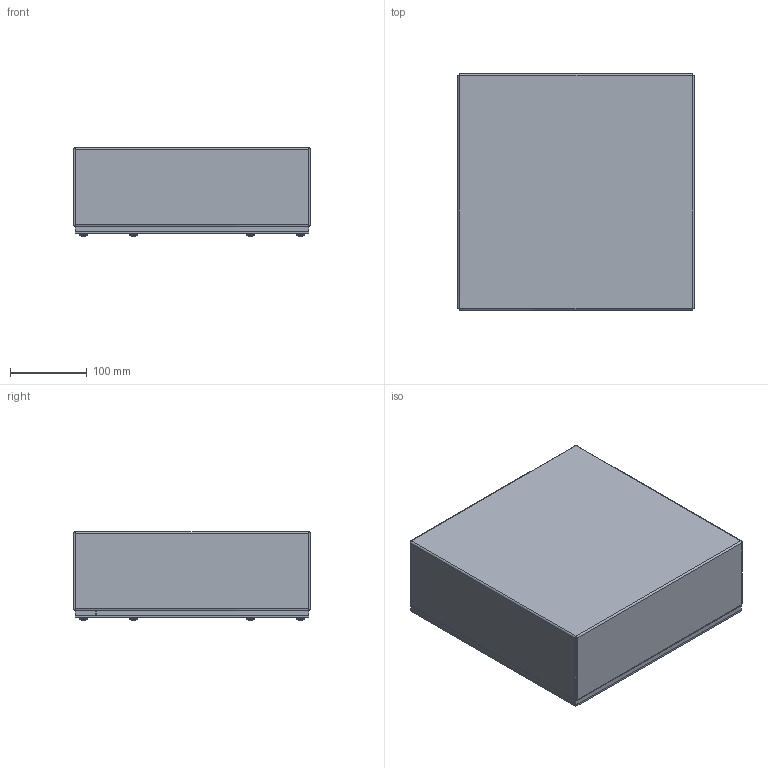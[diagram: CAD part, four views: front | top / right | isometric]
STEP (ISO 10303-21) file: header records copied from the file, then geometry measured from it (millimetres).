
FILE_DESCRIPTION(/* description */ ('12X12X4 ONE PIECE TUB GALV'),/* implementation_level */ '2;1');
FILE_NAME(/* name */ 'WA121204GSCG.stp',/* time_stamp */ '2014-03-27T10:34:18+05:00',/* author */ ('ps'),/* organization */ (''),/* preprocessor_version */ 'ST-DEVELOPER v15.2',/* originating_system */ 'Autodesk Inventor 2014',/* authorisation */ '');
FILE_SCHEMA (('AUTOMOTIVE_DESIGN { 1 0 10303 214 3 1 1 }'));
Length unit declared in the file: inch
Products named in the file (8): WA121204GSCGBKP; 316282; WA1212GSCGLP; 34984; 39077; 39035; 37210; WA121204GSCG
Bounding box: 307.98 x 307.98 x 115.78 mm (x, y, z)
Volume: 829482.9 mm3; surface area: 744186.3 mm2
Topology: 36 solids, 36 shells, 748 faces, 1828 edges, 1168 vertices
Faces by surface type: plane 420, cylinder 144, cone 104, torus 48, bspline 16, sphere 16
Full cylindrical faces by diameter (mm): 3.962 x8, 4.255 x8, 4.775 x8, 4.978 x8, 6.299 x8, 6.528 x8, 7.061 x8, 7.137 x8, 7.95 x8, 10.312 x8, 11.112 x8, 11.506 x8
Entity records: 6113 total; most frequent: CARTESIAN_POINT 1550, DIRECTION 886, ORIENTED_EDGE 792, EDGE_CURVE 396, AXIS2_PLACEMENT_3D 328, EDGE_LOOP 266, VERTEX_POINT 260, LINE 230
